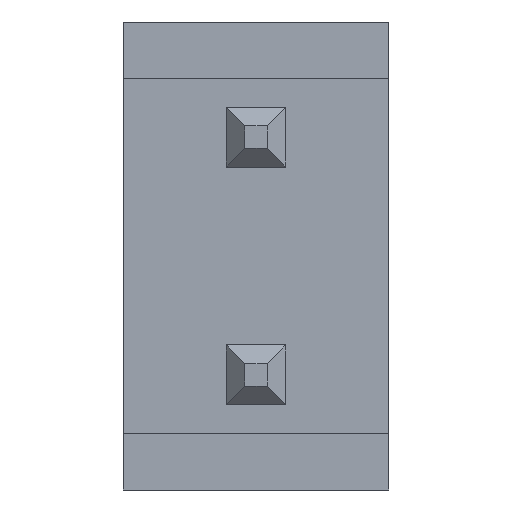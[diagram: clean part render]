
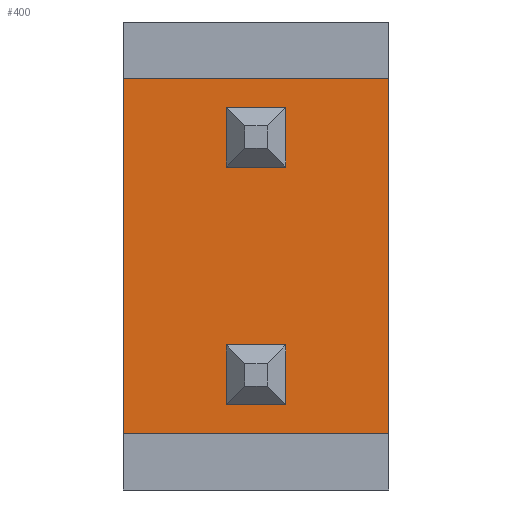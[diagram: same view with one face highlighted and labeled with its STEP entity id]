
A CAD part, front view. The second image highlights one B-rep face of the part: STEP entity #400.
In plain terms, the highlighted planar face has unit normal (0, -1, 0).
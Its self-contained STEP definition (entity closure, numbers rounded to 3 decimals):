
#28 = DIRECTION ( 'NONE',  ( -1., 0., 0. ) ) ;
#50 = VECTOR ( 'NONE', #1285, 1000. ) ;
#61 = LINE ( 'NONE', #889, #461 ) ;
#72 = CARTESIAN_POINT ( 'NONE',  ( -0.32, 0.6, 1.59 ) ) ;
#86 = DIRECTION ( 'NONE',  ( 0., 0., -1. ) ) ;
#87 = DIRECTION ( 'NONE',  ( -1., 0., 0. ) ) ;
#112 = CARTESIAN_POINT ( 'NONE',  ( 0.32, 0.6, 1.59 ) ) ;
#118 = CARTESIAN_POINT ( 'NONE',  ( 0.32, 0.6, 0.95 ) ) ;
#138 = DIRECTION ( 'NONE',  ( 0., 0., -1. ) ) ;
#161 = CARTESIAN_POINT ( 'NONE',  ( -0.32, 0.6, -0.95 ) ) ;
#170 = VERTEX_POINT ( 'NONE', #1523 ) ;
#196 = ORIENTED_EDGE ( 'NONE', *, *, #968, .T. ) ;
#215 = LINE ( 'NONE', #695, #806 ) ;
#257 = VECTOR ( 'NONE', #87, 1000. ) ;
#265 = DIRECTION ( 'NONE',  ( 1., 0., 0. ) ) ;
#295 = VERTEX_POINT ( 'NONE', #1011 ) ;
#299 = VERTEX_POINT ( 'NONE', #907 ) ;
#300 = VECTOR ( 'NONE', #1294, 1000. ) ;
#309 = CARTESIAN_POINT ( 'NONE',  ( 0.32, 0.6, -1.59 ) ) ;
#320 = LINE ( 'NONE', #662, #783 ) ;
#323 = CARTESIAN_POINT ( 'NONE',  ( -0.32, 0.6, -0.95 ) ) ;
#330 = VECTOR ( 'NONE', #1030, 1000. ) ;
#339 = EDGE_CURVE ( 'NONE', #793, #1346, #1399, .T. ) ;
#356 = VECTOR ( 'NONE', #959, 1000. ) ;
#368 = EDGE_CURVE ( 'NONE', #295, #1019, #705, .T. ) ;
#382 = AXIS2_PLACEMENT_3D ( 'NONE', #1317, #1081, #138 ) ;
#383 = CARTESIAN_POINT ( 'NONE',  ( -0.32, 0.6, -1.59 ) ) ;
#388 = ORIENTED_EDGE ( 'NONE', *, *, #1327, .F. ) ;
#391 = FACE_OUTER_BOUND ( 'NONE', #1462, .T. ) ;
#400 = ADVANCED_FACE ( 'NONE', ( #860, #391, #1217 ), #1102, .T. ) ;
#410 = EDGE_LOOP ( 'NONE', ( #1370, #969, #517, #446 ) ) ;
#446 = ORIENTED_EDGE ( 'NONE', *, *, #1146, .F. ) ;
#461 = VECTOR ( 'NONE', #999, 1000. ) ;
#501 = CARTESIAN_POINT ( 'NONE',  ( -0.32, 0.6, 1.59 ) ) ;
#517 = ORIENTED_EDGE ( 'NONE', *, *, #339, .F. ) ;
#523 = LINE ( 'NONE', #383, #923 ) ;
#524 = ORIENTED_EDGE ( 'NONE', *, *, #368, .T. ) ;
#535 = VERTEX_POINT ( 'NONE', #72 ) ;
#566 = DIRECTION ( 'NONE',  ( 1., 0., 0. ) ) ;
#576 = EDGE_CURVE ( 'NONE', #295, #170, #215, .T. ) ;
#628 = ORIENTED_EDGE ( 'NONE', *, *, #576, .F. ) ;
#659 = EDGE_CURVE ( 'NONE', #1152, #1000, #1256, .T. ) ;
#662 = CARTESIAN_POINT ( 'NONE',  ( -0.32, 0.6, 1.59 ) ) ;
#689 = DIRECTION ( 'NONE',  ( 0., 0., -1. ) ) ;
#695 = CARTESIAN_POINT ( 'NONE',  ( -1.42, 0.6, 1.9 ) ) ;
#705 = LINE ( 'NONE', #1533, #356 ) ;
#727 = EDGE_CURVE ( 'NONE', #535, #1152, #320, .T. ) ;
#738 = CARTESIAN_POINT ( 'NONE',  ( -0.32, 0.6, -1.59 ) ) ;
#762 = CARTESIAN_POINT ( 'NONE',  ( -0.32, 0.6, 0.95 ) ) ;
#768 = VERTEX_POINT ( 'NONE', #1158 ) ;
#776 = EDGE_CURVE ( 'NONE', #1000, #1397, #1314, .T. ) ;
#783 = VECTOR ( 'NONE', #86, 1000. ) ;
#790 = ORIENTED_EDGE ( 'NONE', *, *, #659, .F. ) ;
#793 = VERTEX_POINT ( 'NONE', #161 ) ;
#806 = VECTOR ( 'NONE', #917, 1000. ) ;
#824 = CARTESIAN_POINT ( 'NONE',  ( -0.32, 0.6, -1.59 ) ) ;
#835 = CARTESIAN_POINT ( 'NONE',  ( 0.32, 0.6, 1.59 ) ) ;
#847 = VERTEX_POINT ( 'NONE', #309 ) ;
#859 = ORIENTED_EDGE ( 'NONE', *, *, #776, .F. ) ;
#860 = FACE_BOUND ( 'NONE', #1495, .T. ) ;
#868 = EDGE_CURVE ( 'NONE', #847, #299, #61, .T. ) ;
#883 = CARTESIAN_POINT ( 'NONE',  ( -0.32, 0.6, 0.95 ) ) ;
#889 = CARTESIAN_POINT ( 'NONE',  ( 0.32, 0.6, -1.59 ) ) ;
#907 = CARTESIAN_POINT ( 'NONE',  ( 0.32, 0.6, -0.95 ) ) ;
#917 = DIRECTION ( 'NONE',  ( 1., 0., 0. ) ) ;
#923 = VECTOR ( 'NONE', #265, 1000. ) ;
#929 = CARTESIAN_POINT ( 'NONE',  ( -1.42, 0.6, -1.9 ) ) ;
#955 = CARTESIAN_POINT ( 'NONE',  ( -1.42, 0.6, -1.9 ) ) ;
#959 = DIRECTION ( 'NONE',  ( 0., 0., -1. ) ) ;
#968 = EDGE_CURVE ( 'NONE', #1019, #768, #1187, .T. ) ;
#969 = ORIENTED_EDGE ( 'NONE', *, *, #1412, .F. ) ;
#974 = VECTOR ( 'NONE', #28, 1000. ) ;
#999 = DIRECTION ( 'NONE',  ( 0., 0., 1. ) ) ;
#1000 = VERTEX_POINT ( 'NONE', #118 ) ;
#1011 = CARTESIAN_POINT ( 'NONE',  ( -1.42, 0.6, 1.9 ) ) ;
#1019 = VERTEX_POINT ( 'NONE', #955 ) ;
#1030 = DIRECTION ( 'NONE',  ( 1., 0., 0. ) ) ;
#1081 = DIRECTION ( 'NONE',  ( 0., -1., 0. ) ) ;
#1090 = LINE ( 'NONE', #501, #974 ) ;
#1102 = PLANE ( 'NONE',  #382 ) ;
#1142 = VECTOR ( 'NONE', #566, 1000. ) ;
#1146 = EDGE_CURVE ( 'NONE', #299, #793, #1518, .T. ) ;
#1152 = VERTEX_POINT ( 'NONE', #762 ) ;
#1158 = CARTESIAN_POINT ( 'NONE',  ( 1.42, 0.6, -1.9 ) ) ;
#1187 = LINE ( 'NONE', #929, #1142 ) ;
#1190 = LINE ( 'NONE', #1303, #300 ) ;
#1198 = VECTOR ( 'NONE', #689, 1000. ) ;
#1217 = FACE_BOUND ( 'NONE', #410, .T. ) ;
#1256 = LINE ( 'NONE', #883, #330 ) ;
#1285 = DIRECTION ( 'NONE',  ( 0., 0., 1. ) ) ;
#1294 = DIRECTION ( 'NONE',  ( 0., 0., -1. ) ) ;
#1303 = CARTESIAN_POINT ( 'NONE',  ( 1.42, 0.6, -1.9 ) ) ;
#1314 = LINE ( 'NONE', #112, #50 ) ;
#1317 = CARTESIAN_POINT ( 'NONE',  ( -1.42, 0.6, -1.9 ) ) ;
#1327 = EDGE_CURVE ( 'NONE', #170, #768, #1190, .T. ) ;
#1346 = VERTEX_POINT ( 'NONE', #738 ) ;
#1370 = ORIENTED_EDGE ( 'NONE', *, *, #868, .F. ) ;
#1397 = VERTEX_POINT ( 'NONE', #835 ) ;
#1399 = LINE ( 'NONE', #824, #1198 ) ;
#1406 = ORIENTED_EDGE ( 'NONE', *, *, #727, .F. ) ;
#1412 = EDGE_CURVE ( 'NONE', #1346, #847, #523, .T. ) ;
#1462 = EDGE_LOOP ( 'NONE', ( #196, #388, #628, #524 ) ) ;
#1490 = EDGE_CURVE ( 'NONE', #1397, #535, #1090, .T. ) ;
#1495 = EDGE_LOOP ( 'NONE', ( #1530, #859, #790, #1406 ) ) ;
#1518 = LINE ( 'NONE', #323, #257 ) ;
#1523 = CARTESIAN_POINT ( 'NONE',  ( 1.42, 0.6, 1.9 ) ) ;
#1530 = ORIENTED_EDGE ( 'NONE', *, *, #1490, .F. ) ;
#1533 = CARTESIAN_POINT ( 'NONE',  ( -1.42, 0.6, -1.9 ) ) ;
